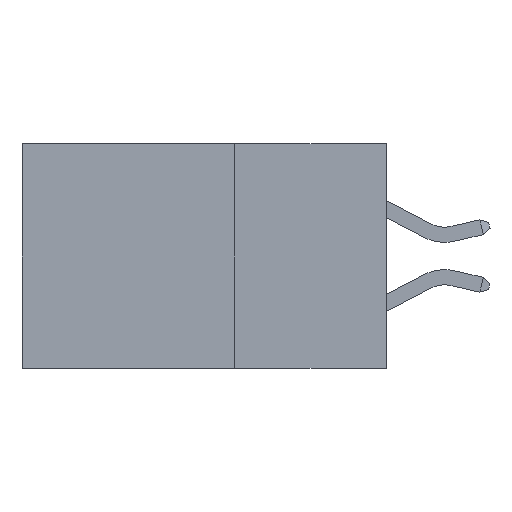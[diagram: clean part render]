
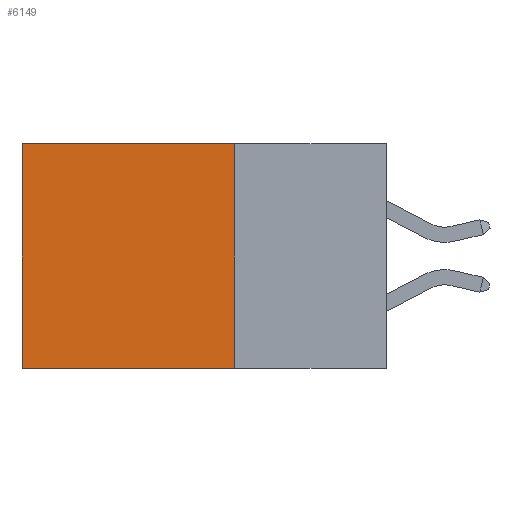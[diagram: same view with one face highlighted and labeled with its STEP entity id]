
A CAD part, left-side view. The second image highlights one B-rep face of the part: STEP entity #6149.
In plain terms, the highlighted planar face has unit normal (-1, 0, 0).
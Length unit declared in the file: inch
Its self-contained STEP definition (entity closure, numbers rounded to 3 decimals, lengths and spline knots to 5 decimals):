
#1019 = CARTESIAN_POINT ( 'NONE',  ( 0.2615, 0.25, 0. ) ) ;
#1702 = DIRECTION ( 'NONE',  ( 0., 0., -1. ) ) ;
#2300 = VERTEX_POINT ( 'NONE', #2494 ) ;
#2494 = CARTESIAN_POINT ( 'NONE',  ( 0.2615, 0.6, -0.37 ) ) ;
#2578 = LINE ( 'NONE', #1019, #16189 ) ;
#2740 = DIRECTION ( 'NONE',  ( 0., 0., -1. ) ) ;
#4533 = EDGE_CURVE ( 'NONE', #14694, #5794, #9000, .T. ) ;
#4624 = ORIENTED_EDGE ( 'NONE', *, *, #20262, .T. ) ;
#4676 = ORIENTED_EDGE ( 'NONE', *, *, #12975, .F. ) ;
#4968 = DIRECTION ( 'NONE',  ( 0., 1., 0. ) ) ;
#5548 = CARTESIAN_POINT ( 'NONE',  ( 0.2615, 0.25, -0.37 ) ) ;
#5794 = VERTEX_POINT ( 'NONE', #5548 ) ;
#6149 = ADVANCED_FACE ( 'NONE', ( #8251 ), #6384, .F. ) ;
#6384 = PLANE ( 'NONE',  #12997 ) ;
#6763 = VECTOR ( 'NONE', #4968, 39.37008 ) ;
#7880 = EDGE_LOOP ( 'NONE', ( #4624, #4676, #14719, #18134 ) ) ;
#8251 = FACE_OUTER_BOUND ( 'NONE', #7880, .T. ) ;
#9000 = LINE ( 'NONE', #12338, #15660 ) ;
#10128 = VERTEX_POINT ( 'NONE', #12249 ) ;
#11098 = CARTESIAN_POINT ( 'NONE',  ( 0.2615, 0.6, -0.37 ) ) ;
#11331 = LINE ( 'NONE', #19268, #6763 ) ;
#12249 = CARTESIAN_POINT ( 'NONE',  ( 0.2615, 0.6, 0. ) ) ;
#12338 = CARTESIAN_POINT ( 'NONE',  ( 0.2615, 0.25, -0.37 ) ) ;
#12689 = DIRECTION ( 'NONE',  ( 0., 0., -1. ) ) ;
#12975 = EDGE_CURVE ( 'NONE', #5794, #2300, #11331, .T. ) ;
#12997 = AXIS2_PLACEMENT_3D ( 'NONE', #19110, #19314, #1702 ) ;
#13835 = LINE ( 'NONE', #11098, #15285 ) ;
#14694 = VERTEX_POINT ( 'NONE', #17263 ) ;
#14719 = ORIENTED_EDGE ( 'NONE', *, *, #4533, .F. ) ;
#15285 = VECTOR ( 'NONE', #12689, 39.37008 ) ;
#15640 = DIRECTION ( 'NONE',  ( 0., 1., 0. ) ) ;
#15660 = VECTOR ( 'NONE', #2740, 39.37008 ) ;
#16189 = VECTOR ( 'NONE', #15640, 39.37008 ) ;
#17263 = CARTESIAN_POINT ( 'NONE',  ( 0.2615, 0.25, 0. ) ) ;
#17270 = EDGE_CURVE ( 'NONE', #14694, #10128, #2578, .T. ) ;
#18134 = ORIENTED_EDGE ( 'NONE', *, *, #17270, .T. ) ;
#19110 = CARTESIAN_POINT ( 'NONE',  ( 0.2615, 0.25, -0.37 ) ) ;
#19268 = CARTESIAN_POINT ( 'NONE',  ( 0.2615, 0.25, -0.37 ) ) ;
#19314 = DIRECTION ( 'NONE',  ( 1., 0., 0. ) ) ;
#20262 = EDGE_CURVE ( 'NONE', #10128, #2300, #13835, .T. ) ;
